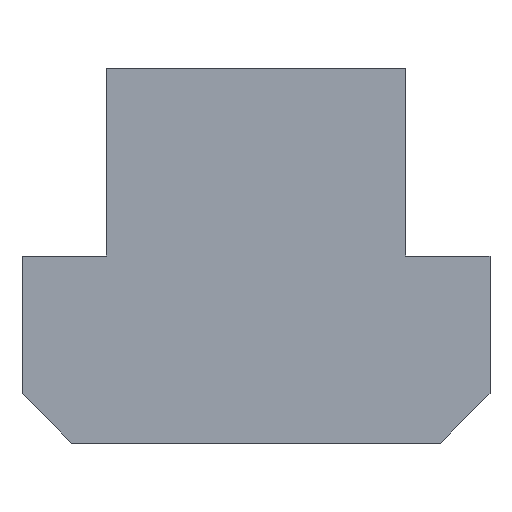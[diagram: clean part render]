
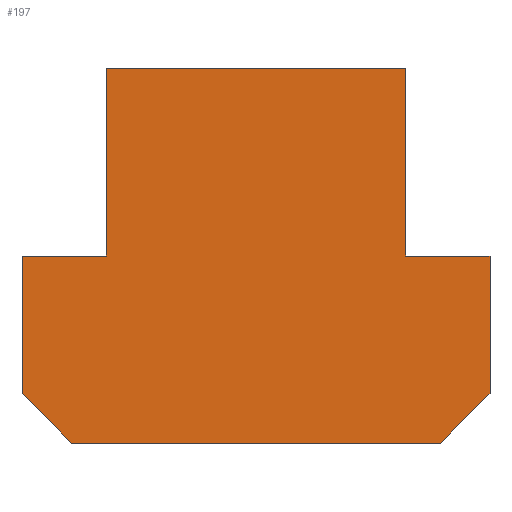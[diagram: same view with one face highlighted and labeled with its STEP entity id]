
A CAD part, front view. The second image highlights one B-rep face of the part: STEP entity #197.
In plain terms, the highlighted planar face has unit normal (0, -1, 0).
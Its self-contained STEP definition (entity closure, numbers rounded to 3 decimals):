
#121=EDGE_CURVE('',#145,#125,#305,.T.);
#125=VERTEX_POINT('',#309);
#137=EDGE_CURVE('',#149,#145,#322,.T.);
#145=VERTEX_POINT('',#331);
#149=VERTEX_POINT('',#335);
#155=EDGE_CURVE('',#173,#253,#341,.T.);
#167=EDGE_CURVE('',#185,#173,#354,.T.);
#173=VERTEX_POINT('',#361);
#183=EDGE_CURVE('',#221,#185,#372,.T.);
#185=VERTEX_POINT('',#374);
#197=ADVANCED_FACE('',(#389),#390,.T.);
#205=EDGE_CURVE('',#253,#149,#400,.T.);
#207=EDGE_CURVE('',#267,#221,#402,.T.);
#221=VERTEX_POINT('',#419);
#239=EDGE_CURVE('',#245,#261,#438,.T.);
#245=VERTEX_POINT('',#445);
#251=EDGE_CURVE('',#261,#267,#451,.T.);
#253=VERTEX_POINT('',#453);
#261=VERTEX_POINT('',#461);
#267=VERTEX_POINT('',#467);
#269=EDGE_CURVE('',#125,#245,#469,.T.);
#305=LINE('',#503,#504);
#309=CARTESIAN_POINT('',(7.5,-7.5,0.0));
#322=LINE('',#528,#529);
#331=CARTESIAN_POINT('',(4.8,-7.5,0.0));
#335=CARTESIAN_POINT('',(4.8,-7.5,6.0));
#341=LINE('',#555,#556);
#354=LINE('',#577,#578);
#361=CARTESIAN_POINT('',(-4.8,-7.5,0.0));
#372=LINE('',#599,#600);
#374=CARTESIAN_POINT('',(-7.5,-7.5,0.0));
#389=FACE_OUTER_BOUND('',#620,.T.);
#390=PLANE('',#621);
#400=LINE('',#634,#635);
#402=LINE('',#638,#639);
#419=CARTESIAN_POINT('',(-7.5,-7.5,-4.4));
#438=LINE('',#687,#688);
#445=CARTESIAN_POINT('',(7.5,-7.5,-4.4));
#451=LINE('',#708,#709);
#453=CARTESIAN_POINT('',(-4.8,-7.5,6.0));
#461=CARTESIAN_POINT('',(5.9,-7.5,-6.));
#467=CARTESIAN_POINT('',(-5.9,-7.5,-6.));
#469=LINE('',#732,#733);
#503=CARTESIAN_POINT('',(7.5,-7.5,0.0));
#504=VECTOR('',#763,1.0);
#528=CARTESIAN_POINT('',(4.8,-7.5,0.0));
#529=VECTOR('',#775,1.0);
#555=CARTESIAN_POINT('',(-4.8,-7.5,6.0));
#556=VECTOR('',#787,1.0);
#577=CARTESIAN_POINT('',(-4.8,-7.5,0.0));
#578=VECTOR('',#802,1.0);
#599=CARTESIAN_POINT('',(-7.5,-7.5,0.0));
#600=VECTOR('',#820,1.0);
#620=EDGE_LOOP('',(#850,#851,#852,#853,#854,#855,#856,#857,#858,#859));
#621=AXIS2_PLACEMENT_3D('',#860,#861,#862);
#634=CARTESIAN_POINT('',(4.8,-7.5,6.0));
#635=VECTOR('',#880,1.0);
#638=CARTESIAN_POINT('',(-7.5,-7.5,-4.4));
#639=VECTOR('',#881,1.0);
#687=CARTESIAN_POINT('',(5.9,-7.5,-6.));
#688=VECTOR('',#916,1.0);
#708=CARTESIAN_POINT('',(-5.9,-7.5,-6.));
#709=VECTOR('',#928,1.0);
#732=CARTESIAN_POINT('',(7.5,-7.5,-4.4));
#733=VECTOR('',#931,1.0);
#763=DIRECTION('',(1.0,0.0,0.0));
#775=DIRECTION('',(0.0,0.,-1.0));
#787=DIRECTION('',(0.0,0.,1.0));
#802=DIRECTION('',(1.0,0.0,0.0));
#820=DIRECTION('',(0.0,0.,1.0));
#850=ORIENTED_EDGE('',*,*,#239,.F.);
#851=ORIENTED_EDGE('',*,*,#269,.F.);
#852=ORIENTED_EDGE('',*,*,#121,.F.);
#853=ORIENTED_EDGE('',*,*,#137,.F.);
#854=ORIENTED_EDGE('',*,*,#205,.F.);
#855=ORIENTED_EDGE('',*,*,#155,.F.);
#856=ORIENTED_EDGE('',*,*,#167,.F.);
#857=ORIENTED_EDGE('',*,*,#183,.F.);
#858=ORIENTED_EDGE('',*,*,#207,.F.);
#859=ORIENTED_EDGE('',*,*,#251,.F.);
#860=CARTESIAN_POINT('',(0.,-7.5,-0.385));
#861=DIRECTION('',(0.0,-1.0,0.));
#862=DIRECTION('',(1.0,0.0,0.0));
#880=DIRECTION('',(1.0,0.0,0.0));
#881=DIRECTION('',(-0.707,0.,0.707));
#916=DIRECTION('',(-0.707,0.,-0.707));
#928=DIRECTION('',(-1.0,0.0,0.0));
#931=DIRECTION('',(0.0,0.,-1.0));
